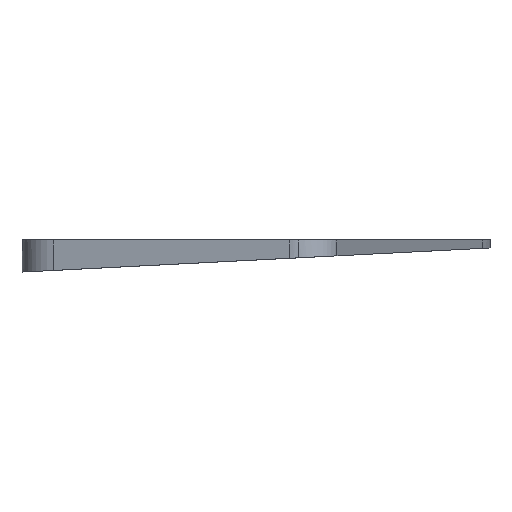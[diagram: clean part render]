
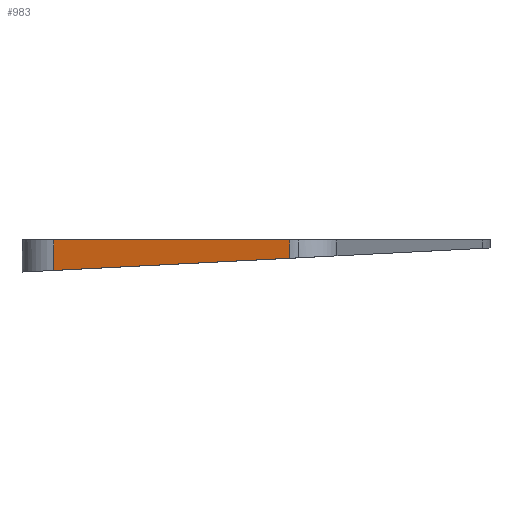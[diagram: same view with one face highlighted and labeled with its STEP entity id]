
A CAD part, left-side view. The second image highlights one B-rep face of the part: STEP entity #983.
In plain terms, the highlighted planar face has unit normal (-0.978, 0.208, 0).
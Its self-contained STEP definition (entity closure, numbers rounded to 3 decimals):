
#13 = EDGE_CURVE ( 'NONE', #939, #935, #582, .T. ) ;
#69 = AXIS2_PLACEMENT_3D ( 'NONE', #789, #432, #1242 ) ;
#81 = VECTOR ( 'NONE', #1415, 1000. ) ;
#106 = CARTESIAN_POINT ( 'NONE',  ( -11.808, 8.179, 8. ) ) ;
#157 = ORIENTED_EDGE ( 'NONE', *, *, #710, .F. ) ;
#185 = FACE_OUTER_BOUND ( 'NONE', #620, .T. ) ;
#265 = EDGE_CURVE ( 'NONE', #935, #863, #472, .T. ) ;
#347 = VECTOR ( 'NONE', #555, 1000. ) ;
#432 = DIRECTION ( 'NONE',  ( -0.978, 0.208, 0. ) ) ;
#472 = LINE ( 'NONE', #956, #81 ) ;
#479 = DIRECTION ( 'NONE',  ( 0., 0., -1. ) ) ;
#555 = DIRECTION ( 'NONE',  ( 0.208, 0.978, 0. ) ) ;
#582 = LINE ( 'NONE', #1513, #793 ) ;
#620 = EDGE_LOOP ( 'NONE', ( #635, #1268, #157, #698 ) ) ;
#635 = ORIENTED_EDGE ( 'NONE', *, *, #13, .T. ) ;
#698 = ORIENTED_EDGE ( 'NONE', *, *, #1370, .T. ) ;
#710 = EDGE_CURVE ( 'NONE', #1154, #863, #1525, .T. ) ;
#789 = CARTESIAN_POINT ( 'NONE',  ( -12.96, 2.755, 8. ) ) ;
#793 = VECTOR ( 'NONE', #937, 1000. ) ;
#795 = LINE ( 'NONE', #893, #347 ) ;
#798 = CARTESIAN_POINT ( 'NONE',  ( -11.808, 8.179, 3.436 ) ) ;
#863 = VERTEX_POINT ( 'NONE', #798 ) ;
#868 = CARTESIAN_POINT ( 'NONE',  ( -11.808, 8.179, 8. ) ) ;
#893 = CARTESIAN_POINT ( 'NONE',  ( -12.96, 2.755, 8. ) ) ;
#935 = VERTEX_POINT ( 'NONE', #1362 ) ;
#937 = DIRECTION ( 'NONE',  ( 0., 0., -1. ) ) ;
#939 = VERTEX_POINT ( 'NONE', #995 ) ;
#947 = VECTOR ( 'NONE', #479, 1000. ) ;
#956 = CARTESIAN_POINT ( 'NONE',  ( -13.005, 2.544, 3.726 ) ) ;
#983 = ADVANCED_FACE ( 'NONE', ( #185 ), #1482, .T. ) ;
#995 = CARTESIAN_POINT ( 'NONE',  ( 0.688, 66.964, 8. ) ) ;
#1154 = VERTEX_POINT ( 'NONE', #868 ) ;
#1242 = DIRECTION ( 'NONE',  ( -0.208, -0.978, 0. ) ) ;
#1268 = ORIENTED_EDGE ( 'NONE', *, *, #265, .T. ) ;
#1362 = CARTESIAN_POINT ( 'NONE',  ( 0.688, 66.964, 0.408 ) ) ;
#1370 = EDGE_CURVE ( 'NONE', #1154, #939, #795, .T. ) ;
#1415 = DIRECTION ( 'NONE',  ( -0.208, -0.977, 0.05 ) ) ;
#1482 = PLANE ( 'NONE',  #69 ) ;
#1513 = CARTESIAN_POINT ( 'NONE',  ( 0.688, 66.964, 8. ) ) ;
#1525 = LINE ( 'NONE', #106, #947 ) ;
